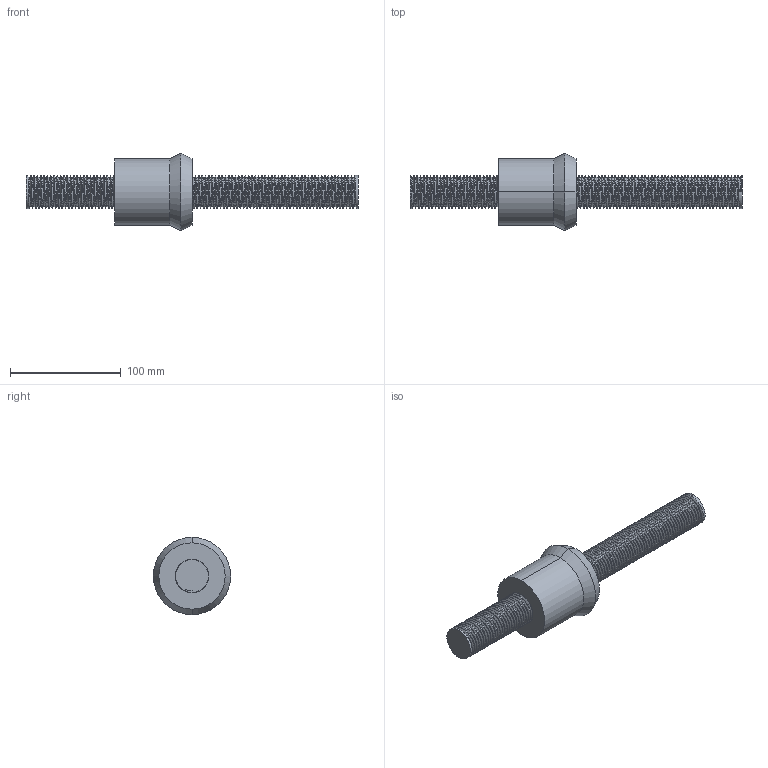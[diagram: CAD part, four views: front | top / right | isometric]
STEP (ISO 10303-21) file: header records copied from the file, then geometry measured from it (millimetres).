
FILE_DESCRIPTION (( 'STEP AP214' ), '1' );
FILE_NAME ('TAB.STEP', '2023-06-20T21:13:13', ( '' ), ( '' ), 'SwSTEP 2.0', 'SolidWorks 2022', '' );
FILE_SCHEMA (( 'AUTOMOTIVE_DESIGN' ));
Length unit declared in the file: millimetre
Products named in the file (1): TAB
Bounding box: 300 x 70 x 70 mm (x, y, z)
Volume: 351771.6 mm3; surface area: 53285.8 mm2
Topology: 1 solids, 1 shells, 178 faces, 506 edges, 332 vertices
Faces by surface type: cylinder 159, plane 8, bspline 7, cone 4
Entity records: 25021 total; most frequent: CARTESIAN_POINT 21282, ORIENTED_EDGE 1012, DIRECTION 543, EDGE_CURVE 506, VERTEX_POINT 332, AXIS2_PLACEMENT_3D 187, EDGE_LOOP 180, ADVANCED_FACE 178
